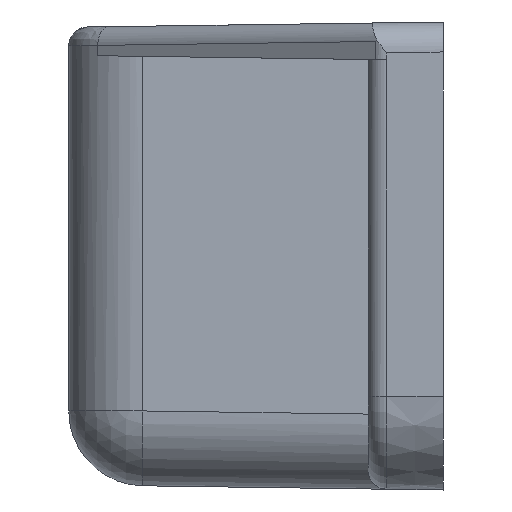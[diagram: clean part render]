
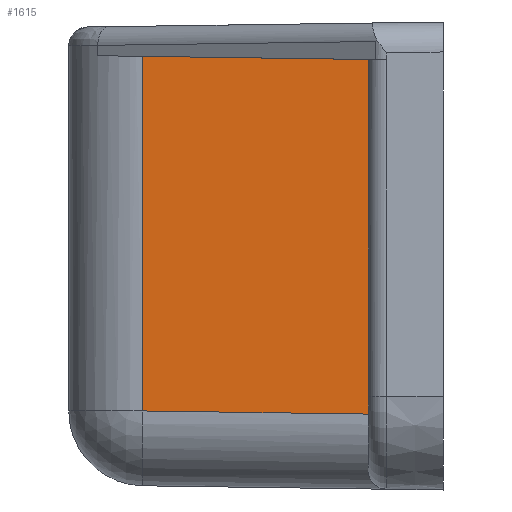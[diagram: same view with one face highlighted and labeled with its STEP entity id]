
A CAD part, left-side view. The second image highlights one B-rep face of the part: STEP entity #1615.
In plain terms, the highlighted planar face has unit normal (-1, 0.014, 0).
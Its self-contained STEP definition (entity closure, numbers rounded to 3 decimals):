
#155 = CARTESIAN_POINT ( 'NONE',  ( -33.223, 4., 10.497 ) ) ;
#158 = VERTEX_POINT ( 'NONE', #1302 ) ;
#185 = ORIENTED_EDGE ( 'NONE', *, *, #1044, .T. ) ;
#247 = ORIENTED_EDGE ( 'NONE', *, *, #385, .T. ) ;
#289 = DIRECTION ( 'NONE',  ( 0.014, 1., 0. ) ) ;
#308 = LINE ( 'NONE', #1627, #1085 ) ;
#385 = EDGE_CURVE ( 'NONE', #1711, #158, #511, .T. ) ;
#498 = ORIENTED_EDGE ( 'NONE', *, *, #1647, .T. ) ;
#511 = LINE ( 'NONE', #987, #1269 ) ;
#522 = VECTOR ( 'NONE', #1275, 1000. ) ;
#578 = ORIENTED_EDGE ( 'NONE', *, *, #1558, .T. ) ;
#623 = VERTEX_POINT ( 'NONE', #1145 ) ;
#687 = DIRECTION ( 'NONE',  ( 0., 0., -1. ) ) ;
#704 = DIRECTION ( 'NONE',  ( -0.014, -1., -0.014 ) ) ;
#725 = FACE_OUTER_BOUND ( 'NONE', #883, .T. ) ;
#794 = DIRECTION ( 'NONE',  ( 0.014, 1., 0.014 ) ) ;
#859 = LINE ( 'NONE', #1237, #1177 ) ;
#883 = EDGE_LOOP ( 'NONE', ( #578, #247, #185, #498 ) ) ;
#945 = CARTESIAN_POINT ( 'NONE',  ( -33.055, 16.056, -8.276 ) ) ;
#987 = CARTESIAN_POINT ( 'NONE',  ( -33.001, 19.894, -8.223 ) ) ;
#1044 = EDGE_CURVE ( 'NONE', #158, #1782, #1626, .T. ) ;
#1085 = VECTOR ( 'NONE', #794, 1000. ) ;
#1124 = CARTESIAN_POINT ( 'NONE',  ( -33., 20., -15.793 ) ) ;
#1145 = CARTESIAN_POINT ( 'NONE',  ( -33.055, 16.056, 10.666 ) ) ;
#1177 = VECTOR ( 'NONE', #687, 1000. ) ;
#1237 = CARTESIAN_POINT ( 'NONE',  ( -33.055, 16.056, -12.221 ) ) ;
#1267 = CARTESIAN_POINT ( 'NONE',  ( -33.223, 4., -15.793 ) ) ;
#1269 = VECTOR ( 'NONE', #704, 1000. ) ;
#1275 = DIRECTION ( 'NONE',  ( 0., 0., 1. ) ) ;
#1302 = CARTESIAN_POINT ( 'NONE',  ( -33.223, 4., -8.445 ) ) ;
#1394 = PLANE ( 'NONE',  #1695 ) ;
#1558 = EDGE_CURVE ( 'NONE', #623, #1711, #859, .T. ) ;
#1615 = ADVANCED_FACE ( 'NONE', ( #725 ), #1394, .F. ) ;
#1626 = LINE ( 'NONE', #1267, #522 ) ;
#1627 = CARTESIAN_POINT ( 'NONE',  ( -33.005, 19.63, 10.716 ) ) ;
#1647 = EDGE_CURVE ( 'NONE', #1782, #623, #308, .T. ) ;
#1666 = DIRECTION ( 'NONE',  ( 1., -0.014, 0. ) ) ;
#1695 = AXIS2_PLACEMENT_3D ( 'NONE', #1124, #1666, #289 ) ;
#1711 = VERTEX_POINT ( 'NONE', #945 ) ;
#1782 = VERTEX_POINT ( 'NONE', #155 ) ;
